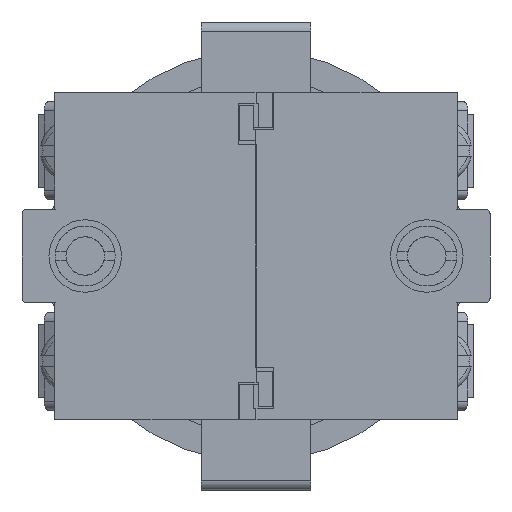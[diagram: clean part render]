
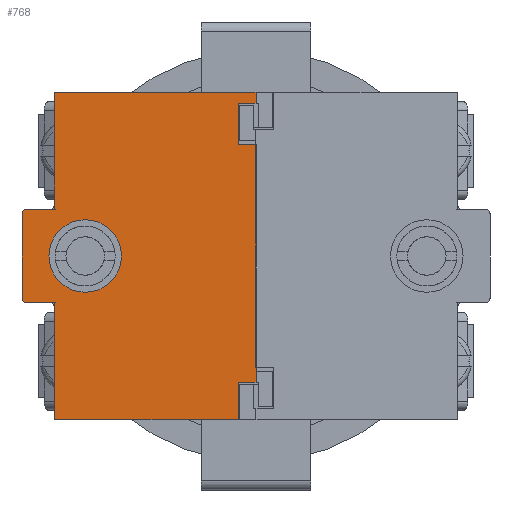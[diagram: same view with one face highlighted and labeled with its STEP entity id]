
A CAD part, front view. The second image highlights one B-rep face of the part: STEP entity #768.
In plain terms, the highlighted planar face has unit normal (0, -1, 0).
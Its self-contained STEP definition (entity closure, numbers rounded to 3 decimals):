
#179 = CARTESIAN_POINT ( 'NONE',  ( -25., -45.1, 17.5 ) ) ;
#186 = DIRECTION ( 'NONE',  ( 1., 0., 0. ) ) ;
#601 = CARTESIAN_POINT ( 'NONE',  ( 0., -45.1, 16.3 ) ) ;
#768 = ADVANCED_FACE ( 'NONE', ( #18430, #13957 ), #11554, .F. ) ;
#776 = DIRECTION ( 'NONE',  ( 1., 0., 0. ) ) ;
#794 = LINE ( 'NONE', #14386, #13809 ) ;
#840 = CARTESIAN_POINT ( 'NONE',  ( -24.5, -45.1, 4.5 ) ) ;
#904 = VERTEX_POINT ( 'NONE', #601 ) ;
#1015 = ORIENTED_EDGE ( 'NONE', *, *, #5318, .F. ) ;
#1163 = AXIS2_PLACEMENT_3D ( 'NONE', #9778, #2260, #2321 ) ;
#1429 = EDGE_CURVE ( 'NONE', #14481, #4160, #1886, .T. ) ;
#1445 = CIRCLE ( 'NONE', #12071, 3.875 ) ;
#1701 = VERTEX_POINT ( 'NONE', #9946 ) ;
#1712 = CARTESIAN_POINT ( 'NONE',  ( -12.5, -45.1, 11.9 ) ) ;
#1771 = ORIENTED_EDGE ( 'NONE', *, *, #9892, .F. ) ;
#1829 = DIRECTION ( 'NONE',  ( -1., 0., 0. ) ) ;
#1886 = LINE ( 'NONE', #15502, #14383 ) ;
#2095 = DIRECTION ( 'NONE',  ( -1., 0., 0. ) ) ;
#2165 = CARTESIAN_POINT ( 'NONE',  ( -25., -45.1, 4.5 ) ) ;
#2183 = DIRECTION ( 'NONE',  ( 0., 0., 1. ) ) ;
#2235 = VERTEX_POINT ( 'NONE', #4378 ) ;
#2260 = DIRECTION ( 'NONE',  ( 0., 1., 0. ) ) ;
#2321 = DIRECTION ( 'NONE',  ( -1., 0., 0. ) ) ;
#2331 = DIRECTION ( 'NONE',  ( 0., 0., 1. ) ) ;
#2578 = LINE ( 'NONE', #16736, #2822 ) ;
#2637 = CARTESIAN_POINT ( 'NONE',  ( 0., -45.1, 11.9 ) ) ;
#2641 = EDGE_CURVE ( 'NONE', #14392, #4160, #15690, .T. ) ;
#2703 = VECTOR ( 'NONE', #2183, 1000. ) ;
#2822 = VECTOR ( 'NONE', #186, 1000. ) ;
#2852 = ORIENTED_EDGE ( 'NONE', *, *, #18507, .F. ) ;
#3148 = AXIS2_PLACEMENT_3D ( 'NONE', #840, #18982, #6843 ) ;
#3198 = EDGE_LOOP ( 'NONE', ( #15813, #9669, #12448, #10560, #2852, #1771, #19457, #1015, #15234, #9906, #8965, #13888, #17716, #10711, #11355, #13012 ) ) ;
#3280 = EDGE_CURVE ( 'NONE', #19253, #6730, #8322, .T. ) ;
#3302 = VERTEX_POINT ( 'NONE', #9954 ) ;
#3374 = CARTESIAN_POINT ( 'NONE',  ( -18.25, -45.1, 0. ) ) ;
#3687 = DIRECTION ( 'NONE',  ( -1., 0., 0. ) ) ;
#3836 = EDGE_LOOP ( 'NONE', ( #19513, #11536 ) ) ;
#3919 = VERTEX_POINT ( 'NONE', #11618 ) ;
#4003 = VERTEX_POINT ( 'NONE', #2637 ) ;
#4160 = VERTEX_POINT ( 'NONE', #17128 ) ;
#4378 = CARTESIAN_POINT ( 'NONE',  ( -14.375, -45.1, 0. ) ) ;
#4512 = EDGE_CURVE ( 'NONE', #14638, #904, #12041, .T. ) ;
#4564 = CARTESIAN_POINT ( 'NONE',  ( -24.5, -45.1, 5. ) ) ;
#4662 = LINE ( 'NONE', #14479, #5109 ) ;
#4719 = EDGE_CURVE ( 'NONE', #4003, #15726, #8231, .T. ) ;
#4775 = DIRECTION ( 'NONE',  ( 0., -1., 0. ) ) ;
#4887 = DIRECTION ( 'NONE',  ( 0., 0., 1. ) ) ;
#4939 = DIRECTION ( 'NONE',  ( -1., 0., 0. ) ) ;
#5109 = VECTOR ( 'NONE', #6950, 1000. ) ;
#5185 = CARTESIAN_POINT ( 'NONE',  ( -18.25, -45.1, 0. ) ) ;
#5303 = EDGE_CURVE ( 'NONE', #18419, #18825, #15082, .T. ) ;
#5318 = EDGE_CURVE ( 'NONE', #18419, #6730, #8673, .T. ) ;
#6033 = CARTESIAN_POINT ( 'NONE',  ( -24.5, -45.1, -5. ) ) ;
#6063 = LINE ( 'NONE', #1712, #17829 ) ;
#6470 = CARTESIAN_POINT ( 'NONE',  ( -25., -45.1, 5. ) ) ;
#6528 = DIRECTION ( 'NONE',  ( 1., 0., 0. ) ) ;
#6588 = DIRECTION ( 'NONE',  ( 1., 0., 0. ) ) ;
#6719 = LINE ( 'NONE', #11142, #2703 ) ;
#6730 = VERTEX_POINT ( 'NONE', #2165 ) ;
#6843 = DIRECTION ( 'NONE',  ( -1., 0., 0. ) ) ;
#6934 = VERTEX_POINT ( 'NONE', #18323 ) ;
#6950 = DIRECTION ( 'NONE',  ( 0., 0., -1. ) ) ;
#7759 = VECTOR ( 'NONE', #9201, 1000. ) ;
#8137 = VECTOR ( 'NONE', #2331, 1000. ) ;
#8231 = LINE ( 'NONE', #13882, #7759 ) ;
#8322 = CIRCLE ( 'NONE', #3148, 0.5 ) ;
#8673 = LINE ( 'NONE', #179, #14818 ) ;
#8721 = DIRECTION ( 'NONE',  ( 1., 0., 0. ) ) ;
#8965 = ORIENTED_EDGE ( 'NONE', *, *, #1429, .T. ) ;
#9201 = DIRECTION ( 'NONE',  ( 0., 0., -1. ) ) ;
#9523 = CARTESIAN_POINT ( 'NONE',  ( -21.5, -45.1, 17.5 ) ) ;
#9593 = CIRCLE ( 'NONE', #18585, 3.875 ) ;
#9600 = EDGE_CURVE ( 'NONE', #3919, #904, #4662, .T. ) ;
#9669 = ORIENTED_EDGE ( 'NONE', *, *, #4512, .T. ) ;
#9778 = CARTESIAN_POINT ( 'NONE',  ( -12.5, -45.1, 0. ) ) ;
#9797 = AXIS2_PLACEMENT_3D ( 'NONE', #12332, #4775, #1829 ) ;
#9800 = VERTEX_POINT ( 'NONE', #9523 ) ;
#9892 = EDGE_CURVE ( 'NONE', #19253, #16117, #16138, .T. ) ;
#9906 = ORIENTED_EDGE ( 'NONE', *, *, #16404, .T. ) ;
#9946 = CARTESIAN_POINT ( 'NONE',  ( -1.9, -45.1, 11.9 ) ) ;
#9951 = CARTESIAN_POINT ( 'NONE',  ( 0.3, -45.1, -13.5 ) ) ;
#9954 = CARTESIAN_POINT ( 'NONE',  ( -22.125, -45.1, 0. ) ) ;
#10040 = CARTESIAN_POINT ( 'NONE',  ( -21.5, -45.1, 5. ) ) ;
#10560 = ORIENTED_EDGE ( 'NONE', *, *, #12397, .F. ) ;
#10603 = EDGE_CURVE ( 'NONE', #6934, #15726, #16833, .T. ) ;
#10711 = ORIENTED_EDGE ( 'NONE', *, *, #10603, .T. ) ;
#11020 = EDGE_CURVE ( 'NONE', #4003, #1701, #6063, .T. ) ;
#11102 = DIRECTION ( 'NONE',  ( 0., 1., 0. ) ) ;
#11142 = CARTESIAN_POINT ( 'NONE',  ( -1.9, -45.1, -17.5 ) ) ;
#11355 = ORIENTED_EDGE ( 'NONE', *, *, #4719, .F. ) ;
#11484 = EDGE_CURVE ( 'NONE', #14392, #6934, #6719, .T. ) ;
#11536 = ORIENTED_EDGE ( 'NONE', *, *, #17718, .T. ) ;
#11554 = PLANE ( 'NONE',  #1163 ) ;
#11618 = CARTESIAN_POINT ( 'NONE',  ( 0., -45.1, 17.5 ) ) ;
#12041 = LINE ( 'NONE', #14673, #18149 ) ;
#12071 = AXIS2_PLACEMENT_3D ( 'NONE', #5185, #11102, #4939 ) ;
#12332 = CARTESIAN_POINT ( 'NONE',  ( -24.5, -45.1, -4.5 ) ) ;
#12397 = EDGE_CURVE ( 'NONE', #9800, #3919, #794, .T. ) ;
#12448 = ORIENTED_EDGE ( 'NONE', *, *, #9600, .F. ) ;
#12659 = CARTESIAN_POINT ( 'NONE',  ( -21.5, -45.1, -5. ) ) ;
#12661 = EDGE_CURVE ( 'NONE', #1701, #14638, #15892, .T. ) ;
#13012 = ORIENTED_EDGE ( 'NONE', *, *, #11020, .T. ) ;
#13425 = EDGE_CURVE ( 'NONE', #2235, #3302, #1445, .T. ) ;
#13809 = VECTOR ( 'NONE', #6528, 1000. ) ;
#13882 = CARTESIAN_POINT ( 'NONE',  ( 0., -45.1, 17.5 ) ) ;
#13888 = ORIENTED_EDGE ( 'NONE', *, *, #2641, .F. ) ;
#13957 = FACE_OUTER_BOUND ( 'NONE', #3198, .T. ) ;
#14049 = DIRECTION ( 'NONE',  ( 0., 0., -1. ) ) ;
#14077 = CARTESIAN_POINT ( 'NONE',  ( -25., -45.1, -4.5 ) ) ;
#14383 = VECTOR ( 'NONE', #14049, 1000. ) ;
#14386 = CARTESIAN_POINT ( 'NONE',  ( -25., -45.1, 17.5 ) ) ;
#14392 = VERTEX_POINT ( 'NONE', #15499 ) ;
#14479 = CARTESIAN_POINT ( 'NONE',  ( 0., -45.1, 17.5 ) ) ;
#14481 = VERTEX_POINT ( 'NONE', #12659 ) ;
#14496 = CARTESIAN_POINT ( 'NONE',  ( -1.9, -45.1, 16.3 ) ) ;
#14638 = VERTEX_POINT ( 'NONE', #14496 ) ;
#14673 = CARTESIAN_POINT ( 'NONE',  ( -1.9, -45.1, 16.3 ) ) ;
#14818 = VECTOR ( 'NONE', #4887, 1000. ) ;
#15082 = CIRCLE ( 'NONE', #9797, 0.5 ) ;
#15234 = ORIENTED_EDGE ( 'NONE', *, *, #5303, .T. ) ;
#15251 = CARTESIAN_POINT ( 'NONE',  ( -1.9, -45.1, 16.3 ) ) ;
#15499 = CARTESIAN_POINT ( 'NONE',  ( -1.9, -45.1, -17.5 ) ) ;
#15502 = CARTESIAN_POINT ( 'NONE',  ( -21.5, -45.1, -5. ) ) ;
#15550 = CARTESIAN_POINT ( 'NONE',  ( -25., -45.1, -17.5 ) ) ;
#15690 = LINE ( 'NONE', #15550, #19479 ) ;
#15726 = VERTEX_POINT ( 'NONE', #16103 ) ;
#15813 = ORIENTED_EDGE ( 'NONE', *, *, #12661, .T. ) ;
#15892 = LINE ( 'NONE', #15251, #16601 ) ;
#16103 = CARTESIAN_POINT ( 'NONE',  ( 0., -45.1, -13.5 ) ) ;
#16117 = VERTEX_POINT ( 'NONE', #18928 ) ;
#16138 = LINE ( 'NONE', #6470, #17785 ) ;
#16404 = EDGE_CURVE ( 'NONE', #18825, #14481, #2578, .T. ) ;
#16561 = DIRECTION ( 'NONE',  ( 0., 0., 1. ) ) ;
#16595 = VECTOR ( 'NONE', #776, 1000. ) ;
#16601 = VECTOR ( 'NONE', #16561, 1000. ) ;
#16736 = CARTESIAN_POINT ( 'NONE',  ( -25., -45.1, -5. ) ) ;
#16833 = LINE ( 'NONE', #9951, #16595 ) ;
#17128 = CARTESIAN_POINT ( 'NONE',  ( -21.5, -45.1, -17.5 ) ) ;
#17716 = ORIENTED_EDGE ( 'NONE', *, *, #11484, .T. ) ;
#17718 = EDGE_CURVE ( 'NONE', #3302, #2235, #9593, .T. ) ;
#17785 = VECTOR ( 'NONE', #6588, 1000. ) ;
#17829 = VECTOR ( 'NONE', #18446, 1000. ) ;
#18149 = VECTOR ( 'NONE', #8721, 1000. ) ;
#18323 = CARTESIAN_POINT ( 'NONE',  ( -1.9, -45.1, -13.5 ) ) ;
#18387 = DIRECTION ( 'NONE',  ( 0., 1., 0. ) ) ;
#18419 = VERTEX_POINT ( 'NONE', #14077 ) ;
#18430 = FACE_BOUND ( 'NONE', #3836, .T. ) ;
#18446 = DIRECTION ( 'NONE',  ( -1., 0., 0. ) ) ;
#18507 = EDGE_CURVE ( 'NONE', #16117, #9800, #19206, .T. ) ;
#18585 = AXIS2_PLACEMENT_3D ( 'NONE', #3374, #18387, #2095 ) ;
#18825 = VERTEX_POINT ( 'NONE', #6033 ) ;
#18928 = CARTESIAN_POINT ( 'NONE',  ( -21.5, -45.1, 5. ) ) ;
#18982 = DIRECTION ( 'NONE',  ( 0., -1., 0. ) ) ;
#19206 = LINE ( 'NONE', #10040, #8137 ) ;
#19253 = VERTEX_POINT ( 'NONE', #4564 ) ;
#19457 = ORIENTED_EDGE ( 'NONE', *, *, #3280, .T. ) ;
#19479 = VECTOR ( 'NONE', #3687, 1000. ) ;
#19513 = ORIENTED_EDGE ( 'NONE', *, *, #13425, .T. ) ;
